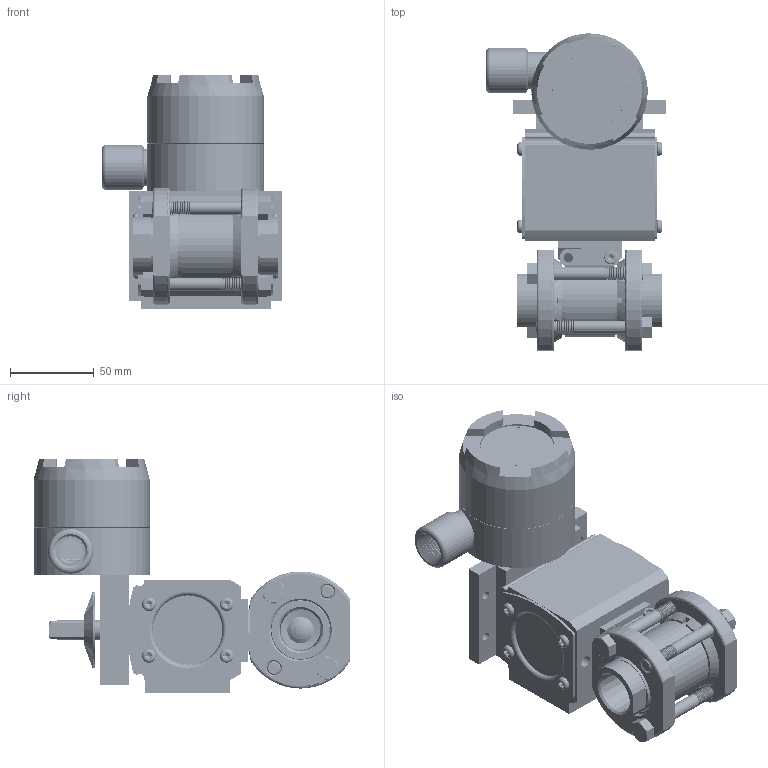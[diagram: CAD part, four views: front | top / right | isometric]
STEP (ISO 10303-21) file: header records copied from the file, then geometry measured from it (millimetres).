
FILE_DESCRIPTION (( 'STEP AP203' ), '1' );
FILE_NAME ('26XXSESA512DLS.step', '2018-09-05T12:07:02', ( '' ), ( '' ), 'SwSTEP 2.0', 'SolidWorks 2018', '' );
FILE_SCHEMA (( 'CONFIG_CONTROL_DESIGN' ));
Products named in the file (1): 26XXSESA512DLS
Bounding box: 107.71 x 189.17 x 140.21 mm (x, y, z)
Volume: 602966.1 mm3; surface area: 234407.8 mm2
Topology: 42 solids, 42 shells, 3597 faces, 9478 edges, 5944 vertices
Faces by surface type: cylinder 1665, cone 1110, plane 579, torus 137, bspline 104, sphere 2
Entity records: 146150 total; most frequent: CARTESIAN_POINT 60150, ORIENTED_EDGE 18692, DIRECTION 18118, EDGE_CURVE 9346, AXIS2_PLACEMENT_3D 7284, VERTEX_POINT 5940, EDGE_LOOP 3842, CIRCLE 3790
